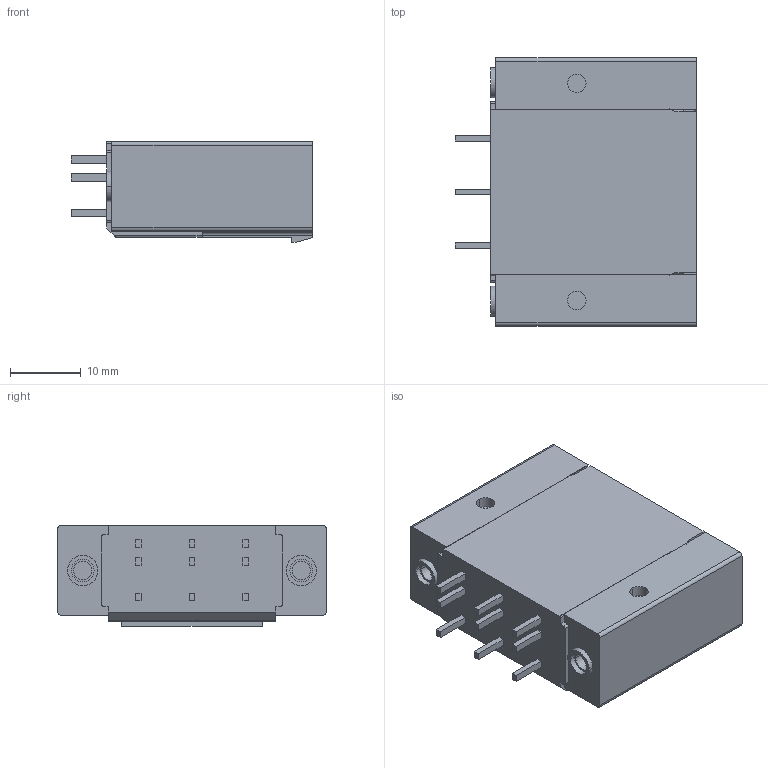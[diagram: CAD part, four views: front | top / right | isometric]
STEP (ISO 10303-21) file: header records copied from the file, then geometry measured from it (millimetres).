
FILE_DESCRIPTION((''),'2;1');
FILE_NAME('TLPHW-501V','2024-09-12T13:40:40',('sheji'),(''),'CREO PARAMETRIC BY PTC INC, 2018100','CREO PARAMETRIC BY PTC INC, 2018100','');
FILE_SCHEMA(('CONFIG_CONTROL_DESIGN'));
Length unit declared in the file: millimetre
Products named in the file (1): TLPHW-501V
Bounding box: 34.25 x 38.1 x 14.32 mm (x, y, z)
Volume: 10941.8 mm3; surface area: 7068 mm2
Topology: 1 solids, 1 shells, 359 faces, 979 edges, 648 vertices
Faces by surface type: plane 264, cylinder 93, cone 2
Entity records: 11324 total; most frequent: CARTESIAN_POINT 2025, ORIENTED_EDGE 1958, DIRECTION 1871, EDGE_CURVE 979, VECTOR 789, LINE 789, VERTEX_POINT 648, AXIS2_PLACEMENT_3D 541
